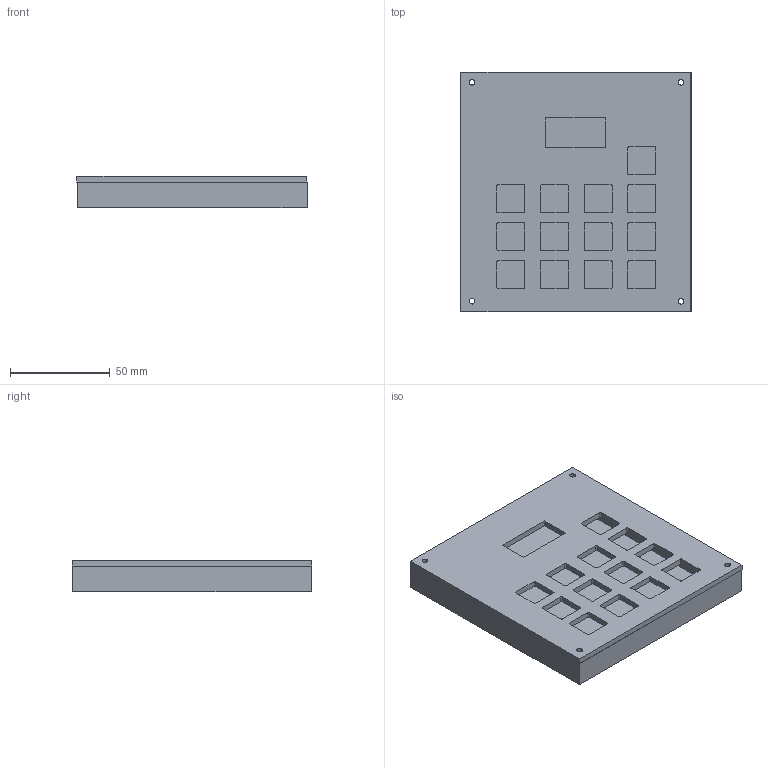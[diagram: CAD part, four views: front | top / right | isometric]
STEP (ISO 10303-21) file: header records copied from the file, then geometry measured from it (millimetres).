
FILE_DESCRIPTION(/* description */ (''),/* implementation_level */ '2;1');
FILE_NAME(/* name */ 'THE GRASSPAD v1.step',/* time_stamp */ '2024-10-21T22:07:12-06:00',/* author */ (''),/* organization */ (''),/* preprocessor_version */ 'ST-DEVELOPER v20',/* originating_system */ 'Autodesk Translation Framework v13.20.0.188',/* authorisation */ '');
FILE_SCHEMA (('AUTOMOTIVE_DESIGN { 1 0 10303 214 3 1 1 }'));
Length unit declared in the file: millimetre
Products named in the file (1): THE GRASSPAD
Bounding box: 115.58 x 120.27 x 16 mm (x, y, z)
Volume: 115932.9 mm3; surface area: 65568 mm2
Topology: 2 solids, 2 shells, 143 faces, 420 edges, 280 vertices
Faces by surface type: plane 83, cylinder 60
Full cylindrical faces by diameter (mm): 2.9 x8
Entity records: 4898 total; most frequent: CARTESIAN_POINT 844, ORIENTED_EDGE 840, DIRECTION 828, EDGE_CURVE 420, LINE 300, VECTOR 300, VERTEX_POINT 280, AXIS2_PLACEMENT_3D 264
